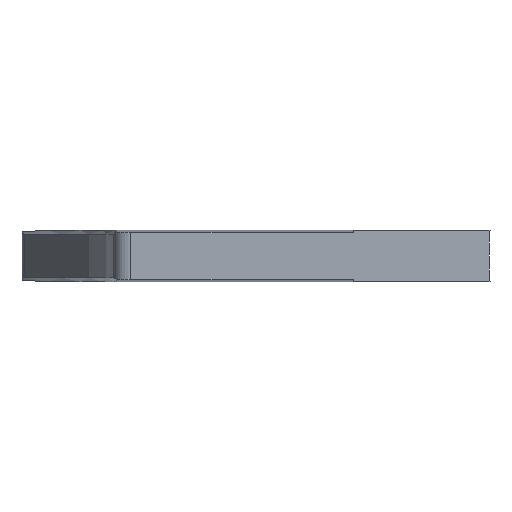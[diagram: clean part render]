
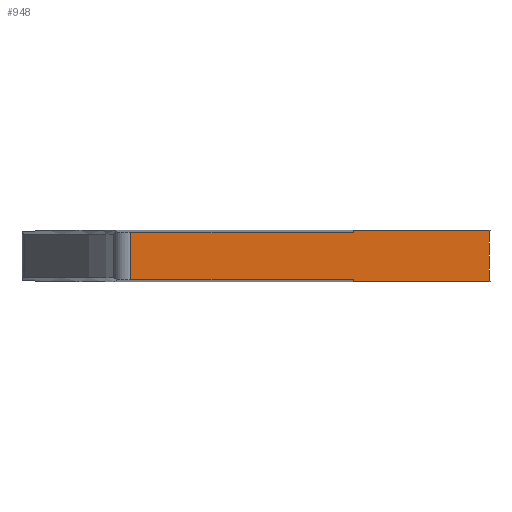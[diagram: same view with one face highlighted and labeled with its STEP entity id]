
A CAD part, front view. The second image highlights one B-rep face of the part: STEP entity #948.
In plain terms, the highlighted planar face has unit normal (0, -1, 0).
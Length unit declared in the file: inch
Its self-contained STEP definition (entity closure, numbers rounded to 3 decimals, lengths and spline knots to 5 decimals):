
#4 = DIRECTION ( 'NONE',  ( 1., 0., 0. ) ) ;
#10 = CARTESIAN_POINT ( 'NONE',  ( 4.13386, 0., -0.3745 ) ) ;
#34 = DIRECTION ( 'NONE',  ( 0., -1., 0. ) ) ;
#39 = FACE_OUTER_BOUND ( 'NONE', #533, .T. ) ;
#41 = CARTESIAN_POINT ( 'NONE',  ( 5.86614, 0., -0.35875 ) ) ;
#45 = CARTESIAN_POINT ( 'NONE',  ( 4.13386, 0., 0. ) ) ;
#54 = CARTESIAN_POINT ( 'NONE',  ( 3.42308, 0., -0.35875 ) ) ;
#94 = ORIENTED_EDGE ( 'NONE', *, *, #861, .T. ) ;
#102 = VERTEX_POINT ( 'NONE', #715 ) ;
#111 = VECTOR ( 'NONE', #411, 39.37008 ) ;
#132 = DIRECTION ( 'NONE',  ( 0., 0., -1. ) ) ;
#133 = PLANE ( 'NONE',  #449 ) ;
#149 = CARTESIAN_POINT ( 'NONE',  ( 3.42308, 0., -0.01575 ) ) ;
#176 = ORIENTED_EDGE ( 'NONE', *, *, #1011, .T. ) ;
#204 = VERTEX_POINT ( 'NONE', #205 ) ;
#205 = CARTESIAN_POINT ( 'NONE',  ( 5.86614, 0., 0. ) ) ;
#223 = EDGE_CURVE ( 'NONE', #943, #745, #1029, .T. ) ;
#234 = VECTOR ( 'NONE', #767, 39.37008 ) ;
#236 = LINE ( 'NONE', #149, #111 ) ;
#317 = VERTEX_POINT ( 'NONE', #651 ) ;
#337 = EDGE_CURVE ( 'NONE', #704, #610, #236, .T. ) ;
#343 = CIRCLE ( 'NONE', #988, 2.5 ) ;
#351 = ORIENTED_EDGE ( 'NONE', *, *, #756, .T. ) ;
#368 = CARTESIAN_POINT ( 'NONE',  ( 4.25702, 0., -0.01575 ) ) ;
#371 = CARTESIAN_POINT ( 'NONE',  ( 5.86614, 0., -0.3745 ) ) ;
#379 = VECTOR ( 'NONE', #866, 39.37008 ) ;
#396 = ORIENTED_EDGE ( 'NONE', *, *, #223, .T. ) ;
#411 = DIRECTION ( 'NONE',  ( 1., 0., 0. ) ) ;
#419 = VECTOR ( 'NONE', #4, 39.37008 ) ;
#448 = CIRCLE ( 'NONE', #1049, 2.5 ) ;
#449 = AXIS2_PLACEMENT_3D ( 'NONE', #546, #618, #1044 ) ;
#450 = CARTESIAN_POINT ( 'NONE',  ( 5.86614, 0., -0.3745 ) ) ;
#455 = DIRECTION ( 'NONE',  ( 0., -1., 0. ) ) ;
#464 = ORIENTED_EDGE ( 'NONE', *, *, #337, .F. ) ;
#469 = LINE ( 'NONE', #371, #379 ) ;
#476 = CARTESIAN_POINT ( 'NONE',  ( 4.25702, 0., -0.35875 ) ) ;
#482 = CARTESIAN_POINT ( 'NONE',  ( 9.34731, 0., -0.18725 ) ) ;
#484 = CARTESIAN_POINT ( 'NONE',  ( 5.86614, 0., -0.3745 ) ) ;
#494 = ORIENTED_EDGE ( 'NONE', *, *, #718, .F. ) ;
#516 = DIRECTION ( 'NONE',  ( 1., 0., 0. ) ) ;
#533 = EDGE_LOOP ( 'NONE', ( #464, #351, #396, #585, #176, #813, #494, #676, #94 ) ) ;
#546 = CARTESIAN_POINT ( 'NONE',  ( 4.13386, 0., -0.3745 ) ) ;
#577 = DIRECTION ( 'NONE',  ( 0., 0., -1. ) ) ;
#585 = ORIENTED_EDGE ( 'NONE', *, *, #976, .T. ) ;
#590 = VERTEX_POINT ( 'NONE', #787 ) ;
#610 = VERTEX_POINT ( 'NONE', #1043 ) ;
#618 = DIRECTION ( 'NONE',  ( 0., -1., 0. ) ) ;
#651 = CARTESIAN_POINT ( 'NONE',  ( 6.85433, 0., -0.3745 ) ) ;
#676 = ORIENTED_EDGE ( 'NONE', *, *, #804, .F. ) ;
#680 = CARTESIAN_POINT ( 'NONE',  ( 9.34731, 0., -0.18725 ) ) ;
#699 = VECTOR ( 'NONE', #965, 39.37008 ) ;
#700 = VECTOR ( 'NONE', #577, 39.37008 ) ;
#704 = VERTEX_POINT ( 'NONE', #368 ) ;
#715 = CARTESIAN_POINT ( 'NONE',  ( 6.84731, 0., -0.18725 ) ) ;
#718 = EDGE_CURVE ( 'NONE', #590, #102, #343, .T. ) ;
#745 = VERTEX_POINT ( 'NONE', #41 ) ;
#746 = VERTEX_POINT ( 'NONE', #450 ) ;
#756 = EDGE_CURVE ( 'NONE', #704, #943, #1021, .T. ) ;
#767 = DIRECTION ( 'NONE',  ( 1., 0., 0. ) ) ;
#787 = CARTESIAN_POINT ( 'NONE',  ( 6.85433, 0., 0. ) ) ;
#804 = EDGE_CURVE ( 'NONE', #204, #590, #1001, .T. ) ;
#812 = VECTOR ( 'NONE', #132, 39.37008 ) ;
#813 = ORIENTED_EDGE ( 'NONE', *, *, #932, .F. ) ;
#861 = EDGE_CURVE ( 'NONE', #204, #610, #469, .T. ) ;
#864 = CARTESIAN_POINT ( 'NONE',  ( 4.25702, 0., -0.3435 ) ) ;
#866 = DIRECTION ( 'NONE',  ( 0., 0., -1. ) ) ;
#932 = EDGE_CURVE ( 'NONE', #102, #317, #448, .T. ) ;
#943 = VERTEX_POINT ( 'NONE', #476 ) ;
#948 = ADVANCED_FACE ( 'NONE', ( #39 ), #133, .T. ) ;
#956 = DIRECTION ( 'NONE',  ( 1., 0., 0. ) ) ;
#965 = DIRECTION ( 'NONE',  ( 1., 0., 0. ) ) ;
#976 = EDGE_CURVE ( 'NONE', #745, #746, #984, .T. ) ;
#984 = LINE ( 'NONE', #484, #700 ) ;
#988 = AXIS2_PLACEMENT_3D ( 'NONE', #680, #34, #516 ) ;
#1001 = LINE ( 'NONE', #45, #699 ) ;
#1011 = EDGE_CURVE ( 'NONE', #746, #317, #1054, .T. ) ;
#1021 = LINE ( 'NONE', #864, #812 ) ;
#1029 = LINE ( 'NONE', #54, #234 ) ;
#1043 = CARTESIAN_POINT ( 'NONE',  ( 5.86614, 0., -0.01575 ) ) ;
#1044 = DIRECTION ( 'NONE',  ( 0., 0., -1. ) ) ;
#1049 = AXIS2_PLACEMENT_3D ( 'NONE', #482, #455, #956 ) ;
#1054 = LINE ( 'NONE', #10, #419 ) ;
